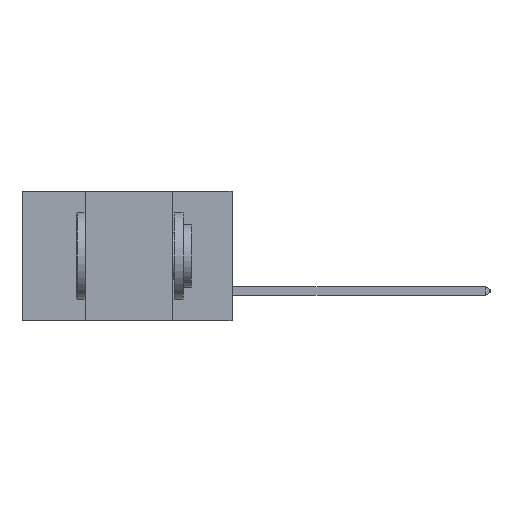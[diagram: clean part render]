
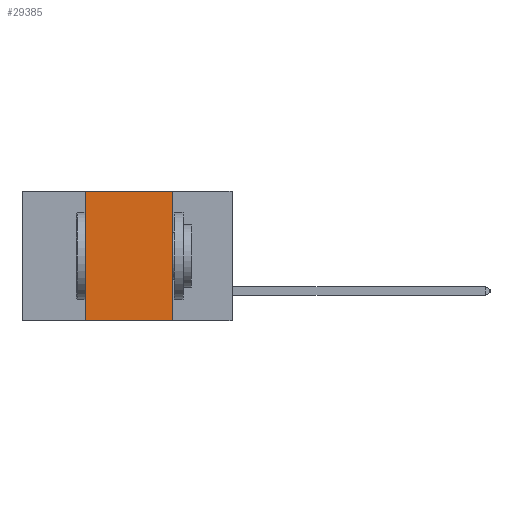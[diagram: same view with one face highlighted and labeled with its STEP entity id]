
A CAD part, left-side view. The second image highlights one B-rep face of the part: STEP entity #29385.
In plain terms, the highlighted planar face has unit normal (-1, 0, 0).
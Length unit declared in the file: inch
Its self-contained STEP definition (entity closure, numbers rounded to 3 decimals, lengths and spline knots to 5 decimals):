
#354 = CARTESIAN_POINT ( 'NONE',  ( 0., 0.42, 0. ) ) ;
#1112 = DIRECTION ( 'NONE',  ( 0., 0., -1. ) ) ;
#2862 = CARTESIAN_POINT ( 'NONE',  ( 0., 0.6, -0.37 ) ) ;
#3136 = CARTESIAN_POINT ( 'NONE',  ( 0., 0.42, 0. ) ) ;
#5980 = EDGE_LOOP ( 'NONE', ( #23577, #10818, #23632, #11041 ) ) ;
#6292 = AXIS2_PLACEMENT_3D ( 'NONE', #29634, #24316, #1112 ) ;
#7243 = VECTOR ( 'NONE', #23556, 39.37008 ) ;
#9069 = CARTESIAN_POINT ( 'NONE',  ( 0., 0.17, 0. ) ) ;
#10818 = ORIENTED_EDGE ( 'NONE', *, *, #25614, .F. ) ;
#11041 = ORIENTED_EDGE ( 'NONE', *, *, #22946, .T. ) ;
#11246 = CARTESIAN_POINT ( 'NONE',  ( 0., 0.42, -0.37 ) ) ;
#11575 = DIRECTION ( 'NONE',  ( 0., 0., -1. ) ) ;
#13441 = CARTESIAN_POINT ( 'NONE',  ( 0., 0.6, 0. ) ) ;
#13518 = VECTOR ( 'NONE', #11575, 39.37008 ) ;
#14325 = LINE ( 'NONE', #24480, #13518 ) ;
#16029 = DIRECTION ( 'NONE',  ( 0., -1., 0. ) ) ;
#16607 = PLANE ( 'NONE',  #6292 ) ;
#20454 = LINE ( 'NONE', #13441, #33512 ) ;
#21225 = DIRECTION ( 'NONE',  ( 0., 0., 1. ) ) ;
#21319 = LINE ( 'NONE', #3136, #22133 ) ;
#22133 = VECTOR ( 'NONE', #21225, 39.37008 ) ;
#22946 = EDGE_CURVE ( 'NONE', #28074, #33067, #28779, .T. ) ;
#23556 = DIRECTION ( 'NONE',  ( 0., -1., 0. ) ) ;
#23577 = ORIENTED_EDGE ( 'NONE', *, *, #26443, .F. ) ;
#23632 = ORIENTED_EDGE ( 'NONE', *, *, #24696, .F. ) ;
#24316 = DIRECTION ( 'NONE',  ( 1., 0., 0. ) ) ;
#24480 = CARTESIAN_POINT ( 'NONE',  ( 0., 0.17, 0. ) ) ;
#24696 = EDGE_CURVE ( 'NONE', #28074, #27959, #21319, .T. ) ;
#25614 = EDGE_CURVE ( 'NONE', #27959, #30668, #20454, .T. ) ;
#26443 = EDGE_CURVE ( 'NONE', #30668, #33067, #14325, .T. ) ;
#27959 = VERTEX_POINT ( 'NONE', #354 ) ;
#28074 = VERTEX_POINT ( 'NONE', #11246 ) ;
#28779 = LINE ( 'NONE', #2862, #7243 ) ;
#29385 = ADVANCED_FACE ( 'NONE', ( #30988 ), #16607, .F. ) ;
#29526 = CARTESIAN_POINT ( 'NONE',  ( 0., 0.17, -0.37 ) ) ;
#29634 = CARTESIAN_POINT ( 'NONE',  ( 0., 0.6, 0. ) ) ;
#30668 = VERTEX_POINT ( 'NONE', #9069 ) ;
#30988 = FACE_OUTER_BOUND ( 'NONE', #5980, .T. ) ;
#33067 = VERTEX_POINT ( 'NONE', #29526 ) ;
#33512 = VECTOR ( 'NONE', #16029, 39.37008 ) ;
